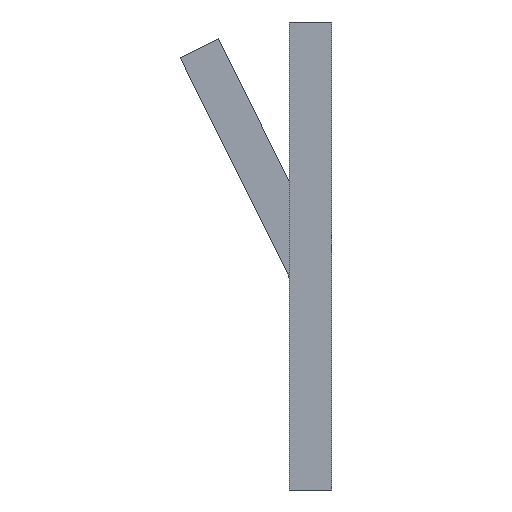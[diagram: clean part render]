
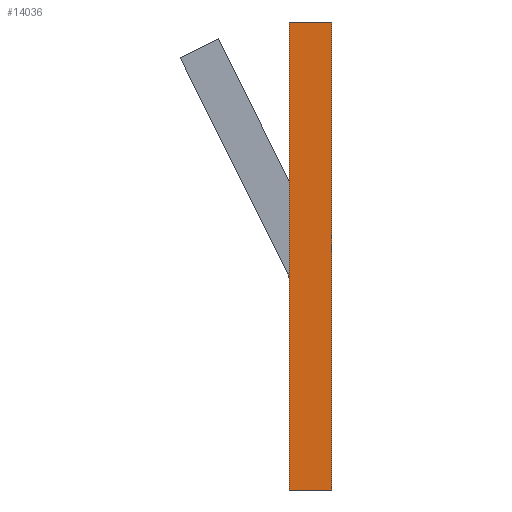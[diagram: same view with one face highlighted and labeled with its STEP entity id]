
A CAD part, left-side view. The second image highlights one B-rep face of the part: STEP entity #14036.
In plain terms, the highlighted planar face has unit normal (-1, 0, 0).
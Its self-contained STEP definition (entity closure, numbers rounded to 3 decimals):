
#451 = ORIENTED_EDGE ( 'NONE', *, *, #3613, .F. ) ;
#609 = FACE_OUTER_BOUND ( 'NONE', #13032, .T. ) ;
#740 = VERTEX_POINT ( 'NONE', #8357 ) ;
#2145 = AXIS2_PLACEMENT_3D ( 'NONE', #4042, #3879, #12632 ) ;
#2331 = EDGE_CURVE ( 'NONE', #11778, #14587, #6557, .T. ) ;
#2594 = DIRECTION ( 'NONE',  ( 0., 0., 1. ) ) ;
#2994 = VECTOR ( 'NONE', #10909, 1000. ) ;
#3013 = ORIENTED_EDGE ( 'NONE', *, *, #12498, .T. ) ;
#3393 = LINE ( 'NONE', #8925, #9672 ) ;
#3488 = CARTESIAN_POINT ( 'NONE',  ( 0., -2., -5.272 ) ) ;
#3613 = EDGE_CURVE ( 'NONE', #15199, #14587, #10441, .T. ) ;
#3874 = EDGE_CURVE ( 'NONE', #740, #15199, #3393, .T. ) ;
#3879 = DIRECTION ( 'NONE',  ( -1., 0., 0. ) ) ;
#4042 = CARTESIAN_POINT ( 'NONE',  ( 0., -2., -5.272 ) ) ;
#6271 = DIRECTION ( 'NONE',  ( 0., 1., 0. ) ) ;
#6557 = LINE ( 'NONE', #15394, #14616 ) ;
#6583 = CARTESIAN_POINT ( 'NONE',  ( 0., 0., -27.272 ) ) ;
#6622 = DIRECTION ( 'NONE',  ( 0., 1., 0. ) ) ;
#7309 = VECTOR ( 'NONE', #2594, 1000. ) ;
#7328 = ORIENTED_EDGE ( 'NONE', *, *, #3874, .F. ) ;
#8357 = CARTESIAN_POINT ( 'NONE',  ( 0., -2., -27.272 ) ) ;
#8925 = CARTESIAN_POINT ( 'NONE',  ( 0., -2., -27.272 ) ) ;
#9672 = VECTOR ( 'NONE', #6271, 1000. ) ;
#10115 = PLANE ( 'NONE',  #2145 ) ;
#10441 = LINE ( 'NONE', #13858, #7309 ) ;
#10909 = DIRECTION ( 'NONE',  ( 0., 0., 1. ) ) ;
#11778 = VERTEX_POINT ( 'NONE', #3488 ) ;
#12187 = LINE ( 'NONE', #15751, #2994 ) ;
#12498 = EDGE_CURVE ( 'NONE', #740, #11778, #12187, .T. ) ;
#12632 = DIRECTION ( 'NONE',  ( 0., 0., 1. ) ) ;
#13032 = EDGE_LOOP ( 'NONE', ( #451, #7328, #3013, #15517 ) ) ;
#13858 = CARTESIAN_POINT ( 'NONE',  ( 0., 0., -5.272 ) ) ;
#14036 = ADVANCED_FACE ( 'NONE', ( #609 ), #10115, .T. ) ;
#14587 = VERTEX_POINT ( 'NONE', #15819 ) ;
#14616 = VECTOR ( 'NONE', #6622, 1000. ) ;
#15199 = VERTEX_POINT ( 'NONE', #6583 ) ;
#15394 = CARTESIAN_POINT ( 'NONE',  ( 0., -2., -5.272 ) ) ;
#15517 = ORIENTED_EDGE ( 'NONE', *, *, #2331, .T. ) ;
#15751 = CARTESIAN_POINT ( 'NONE',  ( 0., -2., -5.272 ) ) ;
#15819 = CARTESIAN_POINT ( 'NONE',  ( 0., 0., -5.272 ) ) ;
